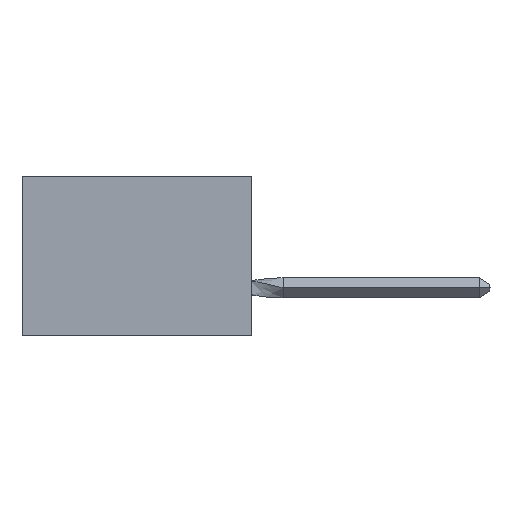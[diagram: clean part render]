
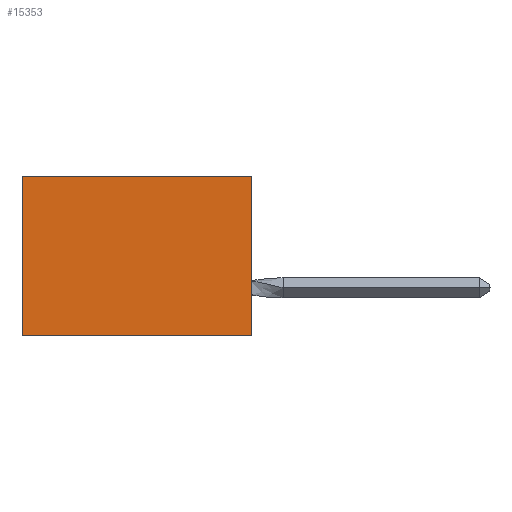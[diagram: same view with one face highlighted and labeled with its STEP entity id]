
A CAD part, left-side view. The second image highlights one B-rep face of the part: STEP entity #15353.
In plain terms, the highlighted planar face has unit normal (-1, 0, 0).
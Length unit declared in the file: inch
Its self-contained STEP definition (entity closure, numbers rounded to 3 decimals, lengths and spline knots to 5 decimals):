
#167 = CARTESIAN_POINT ( 'NONE',  ( 0.305, 0., 0. ) ) ;
#1183 = DIRECTION ( 'NONE',  ( 0., 1., 0. ) ) ;
#1536 = EDGE_CURVE ( 'NONE', #14141, #4336, #11146, .T. ) ;
#1811 = VECTOR ( 'NONE', #1183, 39.37008 ) ;
#2159 = CARTESIAN_POINT ( 'NONE',  ( 0.305, 0., -0.5 ) ) ;
#2482 = CARTESIAN_POINT ( 'NONE',  ( 0.305, 0., -0.5 ) ) ;
#3129 = VECTOR ( 'NONE', #16007, 39.37008 ) ;
#3213 = ORIENTED_EDGE ( 'NONE', *, *, #15968, .F. ) ;
#3472 = CARTESIAN_POINT ( 'NONE',  ( 0.305, 0.72, -0.5 ) ) ;
#3572 = EDGE_CURVE ( 'NONE', #4336, #12638, #11044, .T. ) ;
#3760 = LINE ( 'NONE', #2482, #1811 ) ;
#4336 = VERTEX_POINT ( 'NONE', #15761 ) ;
#4839 = CARTESIAN_POINT ( 'NONE',  ( 0.305, 0., -0.5 ) ) ;
#4922 = PLANE ( 'NONE',  #9901 ) ;
#5184 = CARTESIAN_POINT ( 'NONE',  ( 0.305, 0., 0. ) ) ;
#5723 = FACE_OUTER_BOUND ( 'NONE', #9904, .T. ) ;
#7630 = DIRECTION ( 'NONE',  ( 0., 0., -1. ) ) ;
#8794 = ORIENTED_EDGE ( 'NONE', *, *, #12783, .F. ) ;
#9200 = DIRECTION ( 'NONE',  ( 0., 0., -1. ) ) ;
#9261 = LINE ( 'NONE', #4839, #17533 ) ;
#9901 = AXIS2_PLACEMENT_3D ( 'NONE', #2159, #17933, #13628 ) ;
#9904 = EDGE_LOOP ( 'NONE', ( #10412, #8794, #3213, #12777 ) ) ;
#10412 = ORIENTED_EDGE ( 'NONE', *, *, #3572, .T. ) ;
#11044 = LINE ( 'NONE', #3472, #11274 ) ;
#11146 = LINE ( 'NONE', #167, #3129 ) ;
#11274 = VECTOR ( 'NONE', #9200, 39.37008 ) ;
#11679 = CARTESIAN_POINT ( 'NONE',  ( 0.305, 0., -0.5 ) ) ;
#12082 = CARTESIAN_POINT ( 'NONE',  ( 0.305, 0.72, -0.5 ) ) ;
#12638 = VERTEX_POINT ( 'NONE', #12082 ) ;
#12777 = ORIENTED_EDGE ( 'NONE', *, *, #1536, .T. ) ;
#12783 = EDGE_CURVE ( 'NONE', #16302, #12638, #3760, .T. ) ;
#13628 = DIRECTION ( 'NONE',  ( 0., 0., -1. ) ) ;
#14141 = VERTEX_POINT ( 'NONE', #5184 ) ;
#15353 = ADVANCED_FACE ( 'NONE', ( #5723 ), #4922, .F. ) ;
#15761 = CARTESIAN_POINT ( 'NONE',  ( 0.305, 0.72, 0. ) ) ;
#15968 = EDGE_CURVE ( 'NONE', #14141, #16302, #9261, .T. ) ;
#16007 = DIRECTION ( 'NONE',  ( 0., 1., 0. ) ) ;
#16302 = VERTEX_POINT ( 'NONE', #11679 ) ;
#17533 = VECTOR ( 'NONE', #7630, 39.37008 ) ;
#17933 = DIRECTION ( 'NONE',  ( 1., 0., 0. ) ) ;
